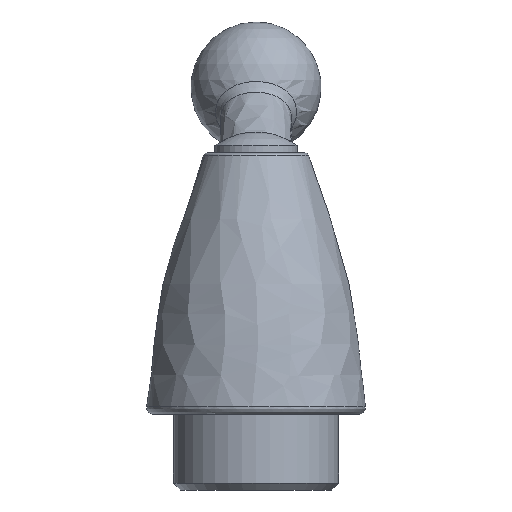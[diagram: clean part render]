
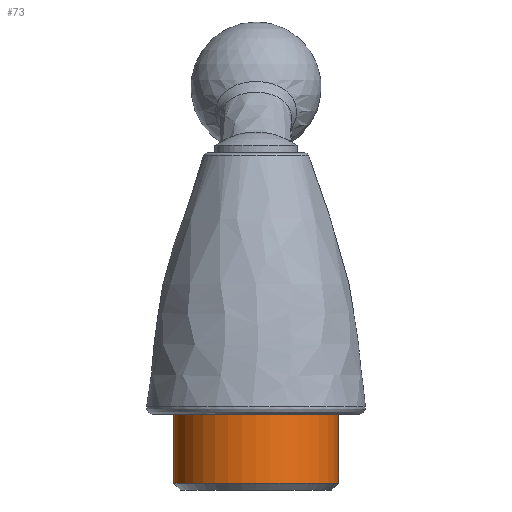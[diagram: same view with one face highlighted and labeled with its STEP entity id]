
A CAD part, left-side view. The second image highlights one B-rep face of the part: STEP entity #73.
In plain terms, the highlighted cylindrical face has radius 6 mm (diameter 12 mm), a full revolution.
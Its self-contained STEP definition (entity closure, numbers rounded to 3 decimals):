
#73 = ADVANCED_FACE( '', ( #160, #161 ), #162, .T. );
#160 = FACE_OUTER_BOUND( '', #2357, .T. );
#161 = FACE_OUTER_BOUND( '', #2358, .T. );
#162 = CYLINDRICAL_SURFACE( '', #2359, 6. );
#2357 = EDGE_LOOP( '', ( #4194 ) );
#2358 = EDGE_LOOP( '', ( #4195 ) );
#2359 = AXIS2_PLACEMENT_3D( '', #4196, #4197, #4198 );
#4194 = ORIENTED_EDGE( '', *, *, #4266, .T. );
#4195 = ORIENTED_EDGE( '', *, *, #4271, .F. );
#4196 = CARTESIAN_POINT( '', ( 0., 0., -5.5 ) );
#4197 = DIRECTION( '', ( 0., 0., -1. ) );
#4198 = DIRECTION( '', ( 0., -1., 0. ) );
#4266 = EDGE_CURVE( '', #4326, #4326, #4327, .T. );
#4271 = EDGE_CURVE( '', #4333, #4333, #4334, .T. );
#4326 = VERTEX_POINT( '', #5334 );
#4327 = CIRCLE( '', #5335, 6. );
#4333 = VERTEX_POINT( '', #5559 );
#4334 = CIRCLE( '', #5560, 6. );
#5334 = CARTESIAN_POINT( '', ( 0., -6., -5. ) );
#5335 = AXIS2_PLACEMENT_3D( '', #6254, #6255, #6256 );
#5559 = CARTESIAN_POINT( '', ( 0., 6., 0. ) );
#5560 = AXIS2_PLACEMENT_3D( '', #6257, #6258, #6259 );
#6254 = CARTESIAN_POINT( '', ( 0., 0., -5. ) );
#6255 = DIRECTION( '', ( 0., 0., 1. ) );
#6256 = DIRECTION( '', ( 0., -1., 0. ) );
#6257 = CARTESIAN_POINT( '', ( 0., 0., 0. ) );
#6258 = DIRECTION( '', ( 0., 0., 1. ) );
#6259 = DIRECTION( '', ( 0., 1., 0. ) );
